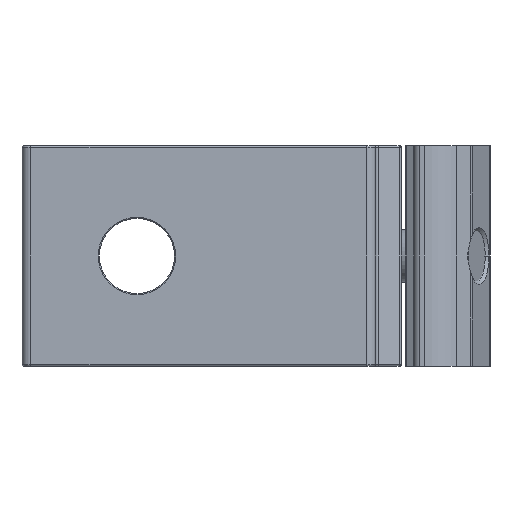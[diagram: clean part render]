
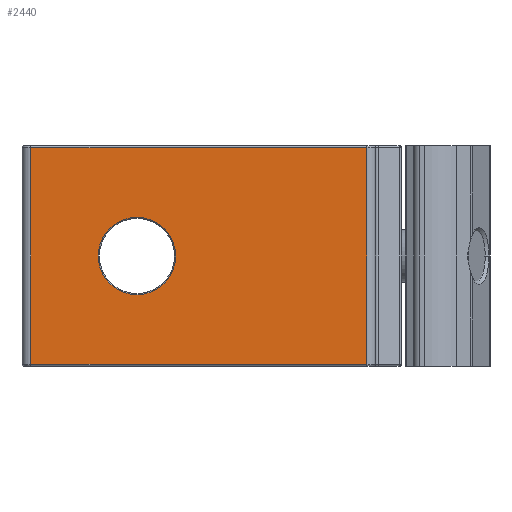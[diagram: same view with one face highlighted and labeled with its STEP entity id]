
A CAD part, left-side view. The second image highlights one B-rep face of the part: STEP entity #2440.
In plain terms, the highlighted planar face has unit normal (-1, 0, 0).
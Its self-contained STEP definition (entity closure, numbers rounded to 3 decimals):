
#121 = LINE ( 'NONE', #2199, #1726 ) ;
#146 = CARTESIAN_POINT ( 'NONE',  ( 0., 39., -0.25 ) ) ;
#233 = DIRECTION ( 'NONE',  ( 0., -1., 0. ) ) ;
#256 = EDGE_CURVE ( 'NONE', #2602, #305, #2385, .T. ) ;
#270 = ORIENTED_EDGE ( 'NONE', *, *, #3212, .T. ) ;
#302 = DIRECTION ( 'NONE',  ( 0., 0., -1. ) ) ;
#305 = VERTEX_POINT ( 'NONE', #2867 ) ;
#398 = EDGE_CURVE ( 'NONE', #522, #1637, #400, .T. ) ;
#400 = LINE ( 'NONE', #1691, #1059 ) ;
#404 = DIRECTION ( 'NONE',  ( 0., 0., -1. ) ) ;
#448 = VECTOR ( 'NONE', #302, 1000. ) ;
#485 = DIRECTION ( 'NONE',  ( -1., 0., 0. ) ) ;
#491 = VERTEX_POINT ( 'NONE', #3993 ) ;
#522 = VERTEX_POINT ( 'NONE', #2687 ) ;
#612 = EDGE_LOOP ( 'NONE', ( #270, #2093 ) ) ;
#660 = CARTESIAN_POINT ( 'NONE',  ( 0., 27., -8.125 ) ) ;
#725 = EDGE_CURVE ( 'NONE', #1637, #305, #121, .T. ) ;
#749 = CIRCLE ( 'NONE', #2608, 4.375 ) ;
#1018 = ORIENTED_EDGE ( 'NONE', *, *, #725, .T. ) ;
#1025 = DIRECTION ( 'NONE',  ( 0., 0., -1. ) ) ;
#1059 = VECTOR ( 'NONE', #1025, 1000. ) ;
#1096 = VECTOR ( 'NONE', #2109, 1000. ) ;
#1244 = CARTESIAN_POINT ( 'NONE',  ( 0., 1., -0.25 ) ) ;
#1251 = VERTEX_POINT ( 'NONE', #660 ) ;
#1637 = VERTEX_POINT ( 'NONE', #3262 ) ;
#1647 = DIRECTION ( 'NONE',  ( 0., 0., -1. ) ) ;
#1660 = EDGE_LOOP ( 'NONE', ( #3620, #4208, #2504, #1018 ) ) ;
#1691 = CARTESIAN_POINT ( 'NONE',  ( 0., 39., 0. ) ) ;
#1726 = VECTOR ( 'NONE', #233, 1000. ) ;
#1818 = DIRECTION ( 'NONE',  ( 0., 1., 0. ) ) ;
#1964 = AXIS2_PLACEMENT_3D ( 'NONE', #3400, #485, #1818 ) ;
#2093 = ORIENTED_EDGE ( 'NONE', *, *, #3756, .T. ) ;
#2109 = DIRECTION ( 'NONE',  ( 0., 1., 0. ) ) ;
#2199 = CARTESIAN_POINT ( 'NONE',  ( 0., 1., -24.75 ) ) ;
#2288 = CIRCLE ( 'NONE', #2838, 4.375 ) ;
#2338 = FACE_BOUND ( 'NONE', #612, .T. ) ;
#2354 = DIRECTION ( 'NONE',  ( 1., 0., 0. ) ) ;
#2375 = LINE ( 'NONE', #146, #1096 ) ;
#2385 = LINE ( 'NONE', #2927, #448 ) ;
#2440 = ADVANCED_FACE ( 'NONE', ( #2338, #2986 ), #3752, .T. ) ;
#2504 = ORIENTED_EDGE ( 'NONE', *, *, #398, .T. ) ;
#2602 = VERTEX_POINT ( 'NONE', #1244 ) ;
#2608 = AXIS2_PLACEMENT_3D ( 'NONE', #3952, #2354, #404 ) ;
#2687 = CARTESIAN_POINT ( 'NONE',  ( 0., 39., -0.25 ) ) ;
#2838 = AXIS2_PLACEMENT_3D ( 'NONE', #3877, #4170, #1647 ) ;
#2867 = CARTESIAN_POINT ( 'NONE',  ( 0., 1., -24.75 ) ) ;
#2927 = CARTESIAN_POINT ( 'NONE',  ( 0., 1., 0. ) ) ;
#2986 = FACE_OUTER_BOUND ( 'NONE', #1660, .T. ) ;
#3212 = EDGE_CURVE ( 'NONE', #1251, #491, #2288, .T. ) ;
#3262 = CARTESIAN_POINT ( 'NONE',  ( 0., 39., -24.75 ) ) ;
#3400 = CARTESIAN_POINT ( 'NONE',  ( 0., 39., 0. ) ) ;
#3620 = ORIENTED_EDGE ( 'NONE', *, *, #256, .F. ) ;
#3752 = PLANE ( 'NONE',  #1964 ) ;
#3756 = EDGE_CURVE ( 'NONE', #491, #1251, #749, .T. ) ;
#3877 = CARTESIAN_POINT ( 'NONE',  ( 0., 27., -12.5 ) ) ;
#3921 = EDGE_CURVE ( 'NONE', #2602, #522, #2375, .T. ) ;
#3952 = CARTESIAN_POINT ( 'NONE',  ( 0., 27., -12.5 ) ) ;
#3993 = CARTESIAN_POINT ( 'NONE',  ( 0., 27., -16.875 ) ) ;
#4170 = DIRECTION ( 'NONE',  ( 1., 0., 0. ) ) ;
#4208 = ORIENTED_EDGE ( 'NONE', *, *, #3921, .T. ) ;
